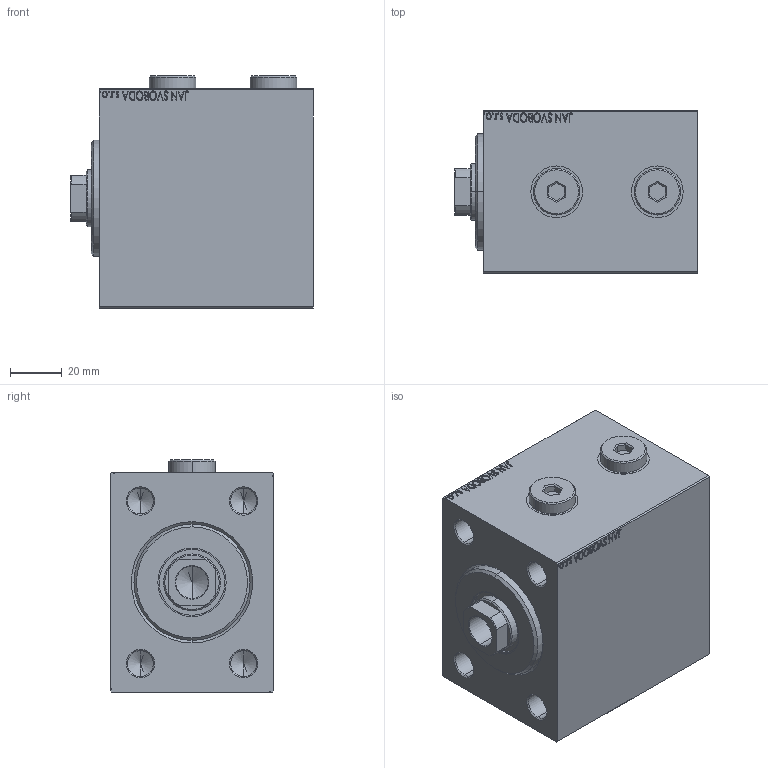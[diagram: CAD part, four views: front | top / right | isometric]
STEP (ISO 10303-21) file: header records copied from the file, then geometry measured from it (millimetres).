
FILE_DESCRIPTION (( 'STEP AP203' ), '1' );
FILE_NAME ('d9e4.STEP', '2024-02-13T03:20:20', ( '' ), ( '' ), 'SwSTEP 2.0', 'SolidWorks 2019', '' );
FILE_SCHEMA (( 'CONFIG_CONTROL_DESIGN' ));
Length unit declared in the file: millimetre
Products named in the file (5): V450CM_B_VCP 1c401a638095ffbdb76392b8d23c0339; d9e4; V450CM_B_Body 1c401a638095ffbdb76392b8d23c0339; Zatka_OIL_PORT 1c401a638095ffbdb76392b8d23c0339; V450CM_VC_B 1c401a638095ffbdb76392b8d23c0339
Assembly tree (5 placements, depth 2):
  d9e4
    V450CM_B_Body 1c401a638095ffbdb76392b8d23c0339
    V450CM_B_VCP 1c401a638095ffbdb76392b8d23c0339
    V450CM_VC_B 1c401a638095ffbdb76392b8d23c0339
    Zatka_OIL_PORT 1c401a638095ffbdb76392b8d23c0339  x2
Bounding box: 94 x 63 x 89.9 mm (x, y, z)
Volume: 421049.2 mm3; surface area: 67618.2 mm2
Topology: 5 solids, 5 shells, 933 faces, 2366 edges, 1545 vertices
Faces by surface type: plane 435, bspline 380, cylinder 68, cone 50
Entity records: 45425 total; most frequent: CARTESIAN_POINT 25359, ORIENTED_EDGE 4616, DIRECTION 2782, EDGE_CURVE 2308, VERTEX_POINT 1521, LINE 1374, VECTOR 1374, EDGE_LOOP 1041
